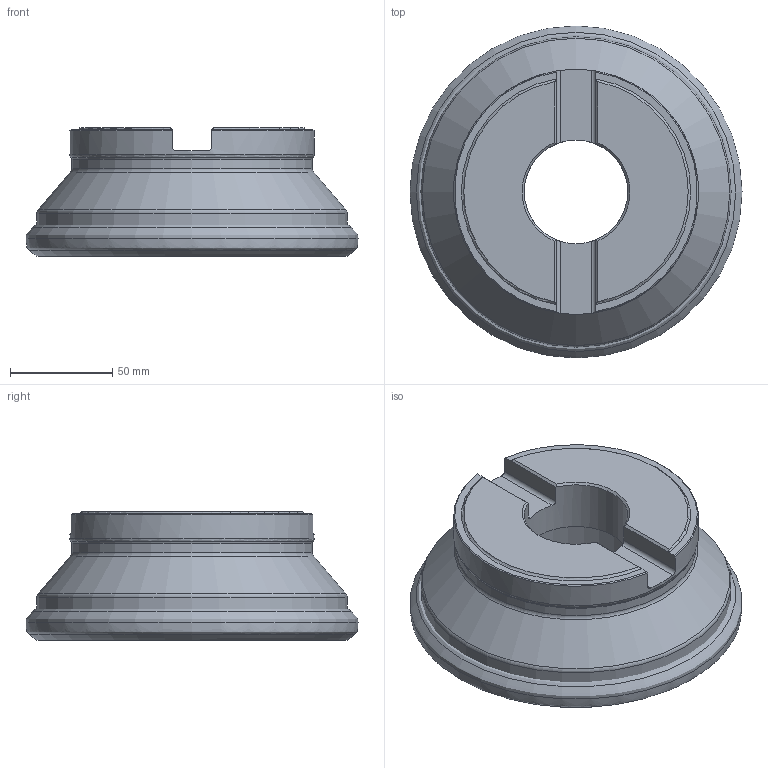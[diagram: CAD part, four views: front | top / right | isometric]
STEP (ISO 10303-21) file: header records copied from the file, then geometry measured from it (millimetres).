
FILE_DESCRIPTION(/* description */ (''),/* implementation_level */ '2;1');
FILE_NAME(/* name */ 'R220.43-06.00-06-12SA_Basic.stp',/* time_stamp */ '2024-06-24T16:09:29+06:00',/* author */ (''),/* organization */ (''),/* preprocessor_version */ 'ST-DEVELOPER v16.7',/* originating_system */ 'SIEMENS PLM Software NX 12.0',/* authorisation */ '');
FILE_SCHEMA (('AUTOMOTIVE_DESIGN { 1 0 10303 214 3 1 1 1 }'));
Length unit declared in the file: millimetre
Products named in the file (4): CUT; NOCUT; ASSEMBLY_CONSTRUCTION; A2745906_stp_stp
Assembly tree (3 placements, depth 2):
  A2745906_stp_stp
    ASSEMBLY_CONSTRUCTION
    NOCUT
    CUT
Bounding box: 162.71 x 162.71 x 63 mm (x, y, z)
Volume: 677800.7 mm3; surface area: 93748.4 mm2
Topology: 2 solids, 2 shells, 58 faces, 143 edges, 106 vertices
Faces by surface type: plane 17, torus 12, cone 11, cylinder 10, revolution 8
Full cylindrical faces by diameter (mm): 50.8 x1, 88 x1, 104.2 x1, 118 x1, 120 x1, 152.096 x1
Entity records: 2254 total; most frequent: CARTESIAN_POINT 769, DIRECTION 280, ORIENTED_EDGE 202, AXIS2_PLACEMENT_3D 120, EDGE_CURVE 101, EDGE_LOOP 92, VERTEX_POINT 77, FACE_BOUND 68
